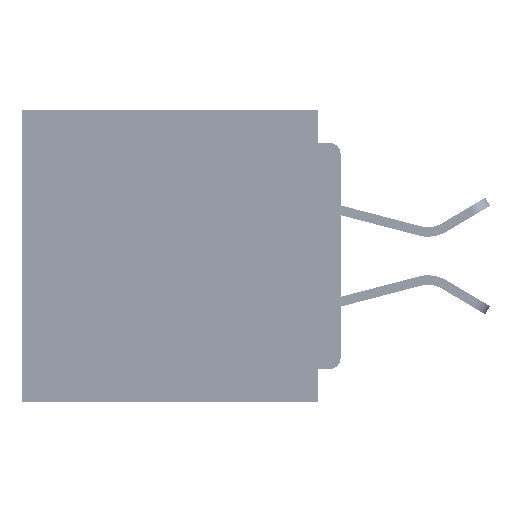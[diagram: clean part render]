
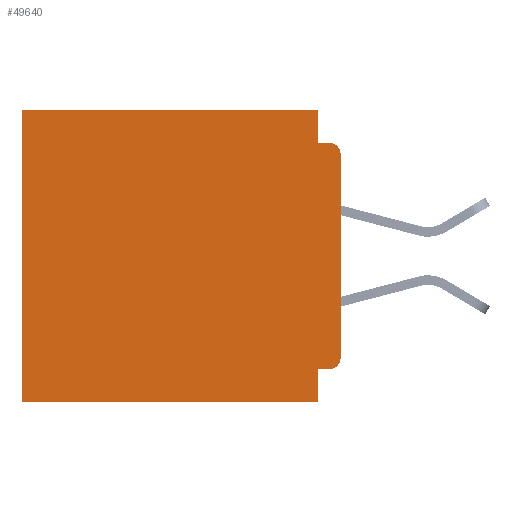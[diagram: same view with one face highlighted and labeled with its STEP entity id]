
A CAD part, left-side view. The second image highlights one B-rep face of the part: STEP entity #49640.
In plain terms, the highlighted planar face has unit normal (-1, 0, 0).
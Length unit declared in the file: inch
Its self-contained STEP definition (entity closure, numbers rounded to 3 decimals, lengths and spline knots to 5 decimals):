
#268 = EDGE_CURVE ( 'NONE', #34233, #42904, #34855, .T. ) ;
#1724 = CARTESIAN_POINT ( 'NONE',  ( 0.3, 0.031, -0.355 ) ) ;
#2035 = CARTESIAN_POINT ( 'NONE',  ( 0.3, 0.031, -0.4 ) ) ;
#2112 = ORIENTED_EDGE ( 'NONE', *, *, #11285, .F. ) ;
#2191 = VECTOR ( 'NONE', #54018, 39.37008 ) ;
#3226 = ORIENTED_EDGE ( 'NONE', *, *, #60622, .F. ) ;
#4227 = CARTESIAN_POINT ( 'NONE',  ( 0.3, 0., -0.355 ) ) ;
#5267 = LINE ( 'NONE', #38475, #40363 ) ;
#5602 = VERTEX_POINT ( 'NONE', #6983 ) ;
#5780 = LINE ( 'NONE', #10893, #29721 ) ;
#6399 = DIRECTION ( 'NONE',  ( 0., -1., 0. ) ) ;
#6983 = CARTESIAN_POINT ( 'NONE',  ( 0.3, 0.015, -0.045 ) ) ;
#7303 = DIRECTION ( 'NONE',  ( 0., 0., -1. ) ) ;
#8175 = DIRECTION ( 'NONE',  ( -1., 0., 0. ) ) ;
#9923 = FACE_OUTER_BOUND ( 'NONE', #21698, .T. ) ;
#10893 = CARTESIAN_POINT ( 'NONE',  ( 0.3, 0.031, 0. ) ) ;
#11285 = EDGE_CURVE ( 'NONE', #40514, #52058, #60012, .T. ) ;
#11654 = EDGE_CURVE ( 'NONE', #15005, #5602, #61425, .T. ) ;
#13747 = VERTEX_POINT ( 'NONE', #23121 ) ;
#14648 = EDGE_CURVE ( 'NONE', #34233, #40514, #32468, .T. ) ;
#14829 = DIRECTION ( 'NONE',  ( 0., 0., -1. ) ) ;
#15005 = VERTEX_POINT ( 'NONE', #55068 ) ;
#15761 = DIRECTION ( 'NONE',  ( 0., 0., -1. ) ) ;
#16356 = LINE ( 'NONE', #30032, #52836 ) ;
#17345 = EDGE_CURVE ( 'NONE', #15005, #42904, #52947, .T. ) ;
#17503 = CARTESIAN_POINT ( 'NONE',  ( 0.3, 0.015, -0.06 ) ) ;
#18339 = VECTOR ( 'NONE', #23342, 39.37008 ) ;
#18796 = CARTESIAN_POINT ( 'NONE',  ( 0.3, 0.437, 0. ) ) ;
#20553 = LINE ( 'NONE', #24471, #31675 ) ;
#21343 = AXIS2_PLACEMENT_3D ( 'NONE', #45268, #35897, #7303 ) ;
#21527 = CARTESIAN_POINT ( 'NONE',  ( 0.3, 0.031, -0.045 ) ) ;
#21698 = EDGE_LOOP ( 'NONE', ( #54722, #26359, #23922, #3226, #30069, #55775, #38380, #2112, #25974, #22129 ) ) ;
#22129 = ORIENTED_EDGE ( 'NONE', *, *, #268, .T. ) ;
#22139 = VECTOR ( 'NONE', #49801, 39.37008 ) ;
#22324 = DIRECTION ( 'NONE',  ( 0., 0., -1. ) ) ;
#23121 = CARTESIAN_POINT ( 'NONE',  ( 0.3, 0.437, -0.4 ) ) ;
#23342 = DIRECTION ( 'NONE',  ( 0., 1., 0. ) ) ;
#23922 = ORIENTED_EDGE ( 'NONE', *, *, #53839, .F. ) ;
#23947 = VERTEX_POINT ( 'NONE', #18796 ) ;
#24471 = CARTESIAN_POINT ( 'NONE',  ( 0.3, 0.437, -0.4 ) ) ;
#25974 = ORIENTED_EDGE ( 'NONE', *, *, #14648, .F. ) ;
#26359 = ORIENTED_EDGE ( 'NONE', *, *, #11654, .T. ) ;
#28519 = EDGE_CURVE ( 'NONE', #56176, #23947, #16356, .T. ) ;
#29721 = VECTOR ( 'NONE', #15761, 39.37008 ) ;
#30032 = CARTESIAN_POINT ( 'NONE',  ( 0.3, 0., 0. ) ) ;
#30069 = ORIENTED_EDGE ( 'NONE', *, *, #28519, .T. ) ;
#30317 = VECTOR ( 'NONE', #6399, 39.37008 ) ;
#30322 = CARTESIAN_POINT ( 'NONE',  ( 0.3, 0., -0.4 ) ) ;
#31675 = VECTOR ( 'NONE', #14829, 39.37008 ) ;
#31700 = EDGE_CURVE ( 'NONE', #23947, #13747, #20553, .T. ) ;
#32468 = LINE ( 'NONE', #4227, #18339 ) ;
#34233 = VERTEX_POINT ( 'NONE', #48698 ) ;
#34855 = CIRCLE ( 'NONE', #55508, 0.015 ) ;
#35897 = DIRECTION ( 'NONE',  ( 1., 0., 0. ) ) ;
#38152 = VERTEX_POINT ( 'NONE', #21527 ) ;
#38380 = ORIENTED_EDGE ( 'NONE', *, *, #43905, .F. ) ;
#38475 = CARTESIAN_POINT ( 'NONE',  ( 0.3, 0., -0.4 ) ) ;
#39769 = CARTESIAN_POINT ( 'NONE',  ( 0.3, 0., -0.045 ) ) ;
#40363 = VECTOR ( 'NONE', #47825, 39.37008 ) ;
#40514 = VERTEX_POINT ( 'NONE', #1724 ) ;
#40632 = CARTESIAN_POINT ( 'NONE',  ( 0.3, 0.031, -0.4 ) ) ;
#42806 = CARTESIAN_POINT ( 'NONE',  ( 0.3, 0., -0.34 ) ) ;
#42904 = VERTEX_POINT ( 'NONE', #42806 ) ;
#42977 = LINE ( 'NONE', #39769, #30317 ) ;
#43905 = EDGE_CURVE ( 'NONE', #52058, #13747, #5267, .T. ) ;
#45243 = AXIS2_PLACEMENT_3D ( 'NONE', #17503, #50781, #22324 ) ;
#45268 = CARTESIAN_POINT ( 'NONE',  ( 0.3, 0., -0.4 ) ) ;
#47825 = DIRECTION ( 'NONE',  ( 0., 1., 0. ) ) ;
#48368 = CARTESIAN_POINT ( 'NONE',  ( 0.3, 0.015, -0.34 ) ) ;
#48698 = CARTESIAN_POINT ( 'NONE',  ( 0.3, 0.015, -0.355 ) ) ;
#49640 = ADVANCED_FACE ( 'NONE', ( #9923 ), #59584, .F. ) ;
#49801 = DIRECTION ( 'NONE',  ( 0., 0., -1. ) ) ;
#50781 = DIRECTION ( 'NONE',  ( -1., 0., 0. ) ) ;
#52058 = VERTEX_POINT ( 'NONE', #40632 ) ;
#52836 = VECTOR ( 'NONE', #58475, 39.37008 ) ;
#52947 = LINE ( 'NONE', #30322, #2191 ) ;
#53082 = CARTESIAN_POINT ( 'NONE',  ( 0.3, 0.031, 0. ) ) ;
#53839 = EDGE_CURVE ( 'NONE', #38152, #5602, #42977, .T. ) ;
#54018 = DIRECTION ( 'NONE',  ( 0., 0., -1. ) ) ;
#54722 = ORIENTED_EDGE ( 'NONE', *, *, #17345, .F. ) ;
#54940 = DIRECTION ( 'NONE',  ( 0., 0., -1. ) ) ;
#55068 = CARTESIAN_POINT ( 'NONE',  ( 0.3, 0., -0.06 ) ) ;
#55508 = AXIS2_PLACEMENT_3D ( 'NONE', #48368, #8175, #54940 ) ;
#55775 = ORIENTED_EDGE ( 'NONE', *, *, #31700, .T. ) ;
#56176 = VERTEX_POINT ( 'NONE', #53082 ) ;
#58475 = DIRECTION ( 'NONE',  ( 0., 1., 0. ) ) ;
#59584 = PLANE ( 'NONE',  #21343 ) ;
#60012 = LINE ( 'NONE', #2035, #22139 ) ;
#60622 = EDGE_CURVE ( 'NONE', #56176, #38152, #5780, .T. ) ;
#61425 = CIRCLE ( 'NONE', #45243, 0.015 ) ;
